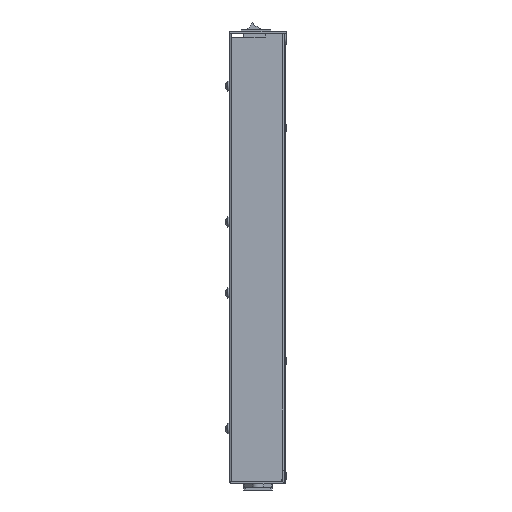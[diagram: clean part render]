
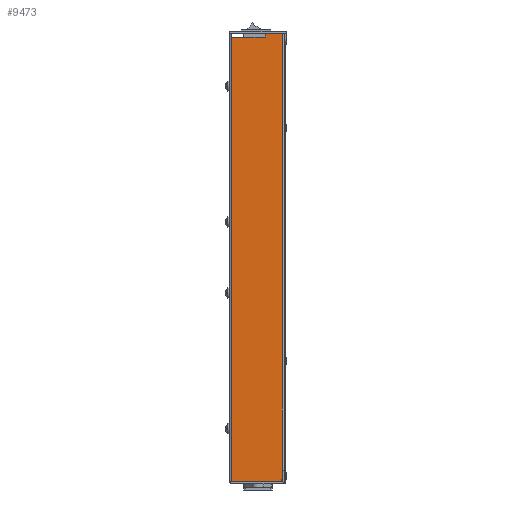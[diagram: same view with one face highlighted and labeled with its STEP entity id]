
A CAD part, left-side view. The second image highlights one B-rep face of the part: STEP entity #9473.
In plain terms, the highlighted planar face has unit normal (-1, 0, 0).
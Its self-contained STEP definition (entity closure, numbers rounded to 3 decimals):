
#154 = VERTEX_POINT ( 'NONE', #60712 ) ;
#2533 = EDGE_CURVE ( 'NONE', #50495, #9835, #55067, .T. ) ;
#3279 = AXIS2_PLACEMENT_3D ( 'NONE', #26305, #58208, #37166 ) ;
#3398 = DIRECTION ( 'NONE',  ( 0., 1., 0. ) ) ;
#4426 = CARTESIAN_POINT ( 'NONE',  ( -230.804, 22.632, 173.4 ) ) ;
#5388 = ORIENTED_EDGE ( 'NONE', *, *, #24470, .F. ) ;
#6596 = VECTOR ( 'NONE', #11446, 1000. ) ;
#6795 = DIRECTION ( 'NONE',  ( 0., -1., 0. ) ) ;
#7562 = CARTESIAN_POINT ( 'NONE',  ( -230.804, 22.632, -173.4 ) ) ;
#8485 = CARTESIAN_POINT ( 'NONE',  ( -230.804, -16.568, -173.4 ) ) ;
#8952 = FACE_OUTER_BOUND ( 'NONE', #20211, .T. ) ;
#9473 = ADVANCED_FACE ( 'NONE', ( #8952 ), #66382, .F. ) ;
#9623 = DIRECTION ( 'NONE',  ( 0., 1., 0. ) ) ;
#9835 = VERTEX_POINT ( 'NONE', #59569 ) ;
#10084 = VERTEX_POINT ( 'NONE', #10249 ) ;
#10249 = CARTESIAN_POINT ( 'NONE',  ( -230.804, 22.632, 170.9 ) ) ;
#10441 = VECTOR ( 'NONE', #64754, 1000. ) ;
#10837 = CIRCLE ( 'NONE', #3279, 2.5 ) ;
#11446 = DIRECTION ( 'NONE',  ( 0., 0., -1. ) ) ;
#11902 = CARTESIAN_POINT ( 'NONE',  ( -230.804, 24.232, 173.4 ) ) ;
#12423 = LINE ( 'NONE', #53905, #10441 ) ;
#13591 = LINE ( 'NONE', #4426, #37217 ) ;
#14049 = DIRECTION ( 'NONE',  ( 1., 0., 0. ) ) ;
#14903 = AXIS2_PLACEMENT_3D ( 'NONE', #56195, #14049, #9623 ) ;
#17066 = CARTESIAN_POINT ( 'NONE',  ( -230.804, 9.432, -170.5 ) ) ;
#17532 = VECTOR ( 'NONE', #21354, 1000. ) ;
#19037 = DIRECTION ( 'NONE',  ( 0., 0., -1. ) ) ;
#19129 = ORIENTED_EDGE ( 'NONE', *, *, #41142, .F. ) ;
#20211 = EDGE_LOOP ( 'NONE', ( #47386, #25725, #19129, #48132, #42764, #24236, #52502, #5388 ) ) ;
#21354 = DIRECTION ( 'NONE',  ( 0., 1., 0. ) ) ;
#22577 = CARTESIAN_POINT ( 'NONE',  ( -230.804, 22.632, 164.6 ) ) ;
#23803 = CARTESIAN_POINT ( 'NONE',  ( -230.804, 20.132, 173.4 ) ) ;
#24236 = ORIENTED_EDGE ( 'NONE', *, *, #61106, .T. ) ;
#24470 = EDGE_CURVE ( 'NONE', #37260, #154, #27100, .T. ) ;
#25399 = LINE ( 'NONE', #28876, #29619 ) ;
#25725 = ORIENTED_EDGE ( 'NONE', *, *, #2533, .F. ) ;
#26305 = CARTESIAN_POINT ( 'NONE',  ( -230.804, 20.132, 170.9 ) ) ;
#27100 = LINE ( 'NONE', #62119, #6596 ) ;
#28876 = CARTESIAN_POINT ( 'NONE',  ( -230.804, -16.568, -170.5 ) ) ;
#29218 = DIRECTION ( 'NONE',  ( 0., 0., -1. ) ) ;
#29619 = VECTOR ( 'NONE', #3398, 1000. ) ;
#31225 = CARTESIAN_POINT ( 'NONE',  ( -230.804, -16.568, 173.4 ) ) ;
#34157 = EDGE_CURVE ( 'NONE', #45054, #10084, #10837, .T. ) ;
#37166 = DIRECTION ( 'NONE',  ( 0., 1., 0. ) ) ;
#37217 = VECTOR ( 'NONE', #19037, 1000. ) ;
#37260 = VERTEX_POINT ( 'NONE', #17066 ) ;
#40299 = VERTEX_POINT ( 'NONE', #22577 ) ;
#41142 = EDGE_CURVE ( 'NONE', #45054, #50495, #59141, .T. ) ;
#42764 = ORIENTED_EDGE ( 'NONE', *, *, #46373, .T. ) ;
#43084 = CARTESIAN_POINT ( 'NONE',  ( -230.804, -16.668, -173.4 ) ) ;
#45054 = VERTEX_POINT ( 'NONE', #23803 ) ;
#45494 = VECTOR ( 'NONE', #6795, 1000. ) ;
#46373 = EDGE_CURVE ( 'NONE', #10084, #40299, #13591, .T. ) ;
#47386 = ORIENTED_EDGE ( 'NONE', *, *, #55563, .F. ) ;
#48132 = ORIENTED_EDGE ( 'NONE', *, *, #34157, .T. ) ;
#48181 = LINE ( 'NONE', #43084, #17532 ) ;
#50495 = VERTEX_POINT ( 'NONE', #31225 ) ;
#51181 = VERTEX_POINT ( 'NONE', #7562 ) ;
#52502 = ORIENTED_EDGE ( 'NONE', *, *, #54370, .F. ) ;
#53905 = CARTESIAN_POINT ( 'NONE',  ( -230.804, 22.632, 164.6 ) ) ;
#54370 = EDGE_CURVE ( 'NONE', #154, #51181, #48181, .T. ) ;
#55067 = LINE ( 'NONE', #8485, #56182 ) ;
#55563 = EDGE_CURVE ( 'NONE', #9835, #37260, #25399, .T. ) ;
#56182 = VECTOR ( 'NONE', #29218, 1000. ) ;
#56195 = CARTESIAN_POINT ( 'NONE',  ( -230.804, -16.668, 173.4 ) ) ;
#58208 = DIRECTION ( 'NONE',  ( -1., 0., 0. ) ) ;
#59141 = LINE ( 'NONE', #11902, #45494 ) ;
#59569 = CARTESIAN_POINT ( 'NONE',  ( -230.804, -16.568, -170.5 ) ) ;
#60712 = CARTESIAN_POINT ( 'NONE',  ( -230.804, 9.432, -173.4 ) ) ;
#61106 = EDGE_CURVE ( 'NONE', #40299, #51181, #12423, .T. ) ;
#62119 = CARTESIAN_POINT ( 'NONE',  ( -230.804, 9.432, -173.4 ) ) ;
#64754 = DIRECTION ( 'NONE',  ( 0., 0., -1. ) ) ;
#66382 = PLANE ( 'NONE',  #14903 ) ;
